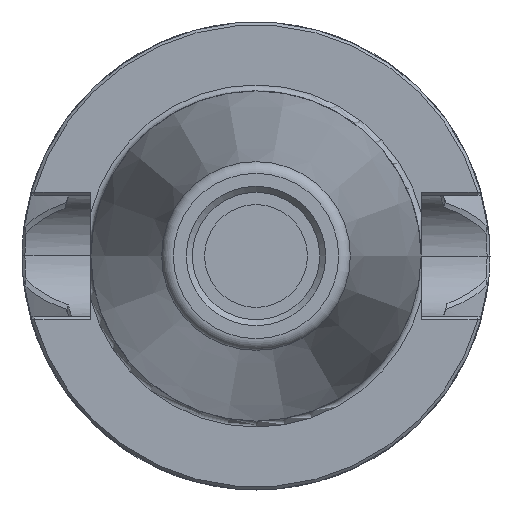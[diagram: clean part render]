
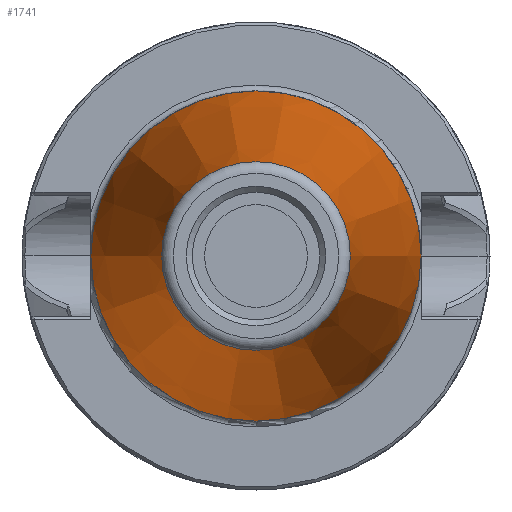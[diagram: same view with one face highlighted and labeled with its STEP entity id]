
A CAD part, left-side view. The second image highlights one B-rep face of the part: STEP entity #1741.
In plain terms, the highlighted conical face has half-angle 8.445 degrees and reference radius 17.363 mm.
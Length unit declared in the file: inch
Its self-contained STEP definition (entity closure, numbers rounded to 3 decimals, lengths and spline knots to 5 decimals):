
#342=CONICAL_SURFACE('',#1889,0.68356,8.445);
#381=FACE_BOUND('',#540,.T.);
#423=FACE_OUTER_BOUND('',#539,.T.);
#539=EDGE_LOOP('',(#1254));
#540=EDGE_LOOP('',(#1255));
#632=CIRCLE('',#1875,0.875);
#638=CIRCLE('',#1888,0.50004);
#722=VERTEX_POINT('',#2529);
#728=VERTEX_POINT('',#2548);
#922=EDGE_CURVE('',#722,#722,#632,.T.);
#928=EDGE_CURVE('',#728,#728,#638,.T.);
#1254=ORIENTED_EDGE('',*,*,#922,.T.);
#1255=ORIENTED_EDGE('',*,*,#928,.F.);
#1741=ADVANCED_FACE('',(#423,#381),#342,.T.);
#1875=AXIS2_PLACEMENT_3D('',#2530,#2131,#2132);
#1888=AXIS2_PLACEMENT_3D('',#2549,#2157,#2158);
#1889=AXIS2_PLACEMENT_3D('',#2550,#2159,#2160);
#2131=DIRECTION('center_axis',(-1.,0.,0.));
#2132=DIRECTION('ref_axis',(0.,0.,1.));
#2157=DIRECTION('center_axis',(-1.,0.,0.));
#2158=DIRECTION('ref_axis',(0.,1.,0.));
#2159=DIRECTION('center_axis',(1.,0.,0.));
#2160=DIRECTION('ref_axis',(0.,-1.,0.));
#2529=CARTESIAN_POINT('',(2.57874,-0.875,0.));
#2530=CARTESIAN_POINT('Origin',(2.57874,0.,0.));
#2548=CARTESIAN_POINT('',(0.05332,-0.50004,0.));
#2549=CARTESIAN_POINT('Origin',(0.05332,0.,0.));
#2550=CARTESIAN_POINT('Origin',(1.28937,0.,0.));
